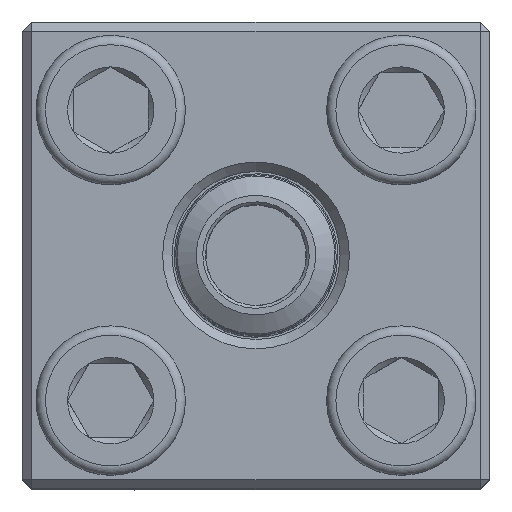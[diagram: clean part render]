
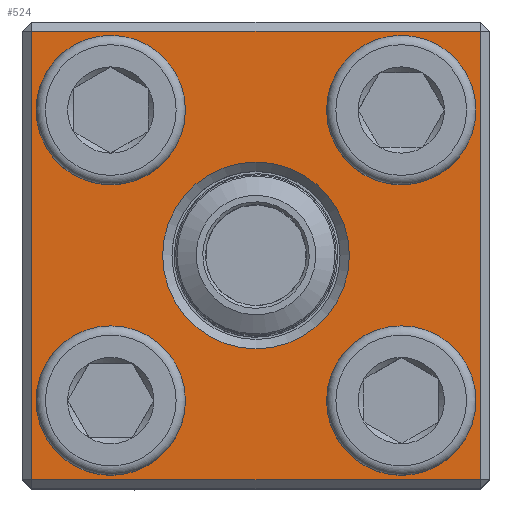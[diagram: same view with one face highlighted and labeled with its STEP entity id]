
A CAD part, top view. The second image highlights one B-rep face of the part: STEP entity #524.
In plain terms, the highlighted planar face has unit normal (0, 0, 1).
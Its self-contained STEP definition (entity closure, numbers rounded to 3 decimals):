
#307=FACE_BOUND('',#755,.T.);
#308=FACE_BOUND('',#756,.T.);
#309=FACE_BOUND('',#757,.T.);
#310=FACE_BOUND('',#758,.T.);
#311=FACE_BOUND('',#759,.T.);
#312=FACE_BOUND('',#760,.T.);
#438=CIRCLE('',#1735,10.);
#439=CIRCLE('',#1736,6.);
#440=CIRCLE('',#1737,6.);
#441=CIRCLE('',#1738,6.);
#442=CIRCLE('',#1739,6.);
#524=ADVANCED_FACE('',(#307,#308,#309,#310,#311,#312),#644,.F.);
#644=PLANE('',#1740);
#755=EDGE_LOOP('',(#955));
#756=EDGE_LOOP('',(#956,#957,#958,#959));
#757=EDGE_LOOP('',(#960));
#758=EDGE_LOOP('',(#961));
#759=EDGE_LOOP('',(#962));
#760=EDGE_LOOP('',(#963));
#955=ORIENTED_EDGE('',*,*,#1436,.T.);
#956=ORIENTED_EDGE('',*,*,#1437,.T.);
#957=ORIENTED_EDGE('',*,*,#1438,.T.);
#958=ORIENTED_EDGE('',*,*,#1439,.T.);
#959=ORIENTED_EDGE('',*,*,#1440,.T.);
#960=ORIENTED_EDGE('',*,*,#1441,.T.);
#961=ORIENTED_EDGE('',*,*,#1442,.T.);
#962=ORIENTED_EDGE('',*,*,#1443,.T.);
#963=ORIENTED_EDGE('',*,*,#1444,.T.);
#1311=VERTEX_POINT('',#2482);
#1312=VERTEX_POINT('',#2484);
#1313=VERTEX_POINT('',#2485);
#1314=VERTEX_POINT('',#2487);
#1315=VERTEX_POINT('',#2489);
#1316=VERTEX_POINT('',#2492);
#1317=VERTEX_POINT('',#2494);
#1318=VERTEX_POINT('',#2496);
#1319=VERTEX_POINT('',#2498);
#1436=EDGE_CURVE('',#1311,#1311,#438,.T.);
#1437=EDGE_CURVE('',#1312,#1313,#1614,.T.);
#1438=EDGE_CURVE('',#1313,#1314,#1615,.T.);
#1439=EDGE_CURVE('',#1314,#1315,#1616,.T.);
#1440=EDGE_CURVE('',#1315,#1312,#1617,.T.);
#1441=EDGE_CURVE('',#1316,#1316,#439,.T.);
#1442=EDGE_CURVE('',#1317,#1317,#440,.T.);
#1443=EDGE_CURVE('',#1318,#1318,#441,.T.);
#1444=EDGE_CURVE('',#1319,#1319,#442,.T.);
#1614=LINE('',#2483,#1680);
#1615=LINE('',#2486,#1681);
#1616=LINE('',#2488,#1682);
#1617=LINE('',#2490,#1683);
#1680=VECTOR('',#1974,1.);
#1681=VECTOR('',#1975,1.);
#1682=VECTOR('',#1976,1.);
#1683=VECTOR('',#1977,1.);
#1735=AXIS2_PLACEMENT_3D('',#2481,#1972,#1973);
#1736=AXIS2_PLACEMENT_3D('',#2491,#1978,#1979);
#1737=AXIS2_PLACEMENT_3D('',#2493,#1980,#1981);
#1738=AXIS2_PLACEMENT_3D('',#2495,#1982,#1983);
#1739=AXIS2_PLACEMENT_3D('',#2497,#1984,#1985);
#1740=AXIS2_PLACEMENT_3D('',#2499,#1986,#1987);
#1972=DIRECTION('',(0.,0.,-1.));
#1973=DIRECTION('',(-1.,0.,0.));
#1974=DIRECTION('',(-1.,0.,0.));
#1975=DIRECTION('',(0.,-1.,0.));
#1976=DIRECTION('',(1.,0.,0.));
#1977=DIRECTION('',(0.,1.,0.));
#1978=DIRECTION('',(0.,0.,-1.));
#1979=DIRECTION('',(-1.,0.,0.));
#1980=DIRECTION('',(0.,0.,-1.));
#1981=DIRECTION('',(-1.,0.,0.));
#1982=DIRECTION('',(0.,0.,-1.));
#1983=DIRECTION('',(-1.,0.,0.));
#1984=DIRECTION('',(0.,0.,-1.));
#1985=DIRECTION('',(-1.,0.,0.));
#1986=DIRECTION('',(0.,0.,-1.));
#1987=DIRECTION('',(-1.,0.,0.));
#2481=CARTESIAN_POINT('',(0.,0.,19.));
#2482=CARTESIAN_POINT('',(-10.,0.,19.));
#2483=CARTESIAN_POINT('',(-25.,24.,19.));
#2484=CARTESIAN_POINT('',(24.,24.,19.));
#2485=CARTESIAN_POINT('',(-24.,24.,19.));
#2486=CARTESIAN_POINT('',(-24.,-25.,19.));
#2487=CARTESIAN_POINT('',(-24.,-24.,19.));
#2488=CARTESIAN_POINT('',(25.,-24.,19.));
#2489=CARTESIAN_POINT('',(24.,-24.,19.));
#2490=CARTESIAN_POINT('',(24.,25.,19.));
#2491=CARTESIAN_POINT('',(-15.556,-15.556,19.));
#2492=CARTESIAN_POINT('',(-21.556,-15.556,19.));
#2493=CARTESIAN_POINT('',(-15.556,15.556,19.));
#2494=CARTESIAN_POINT('',(-21.556,15.556,19.));
#2495=CARTESIAN_POINT('',(15.556,15.556,19.));
#2496=CARTESIAN_POINT('',(9.556,15.556,19.));
#2497=CARTESIAN_POINT('',(15.556,-15.556,19.));
#2498=CARTESIAN_POINT('',(9.556,-15.556,19.));
#2499=CARTESIAN_POINT('',(0.,0.,19.));
